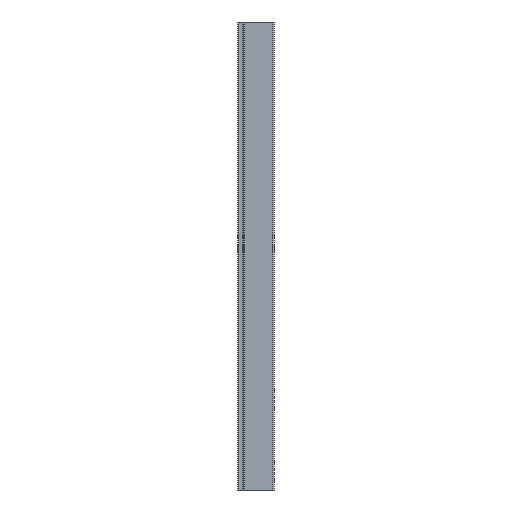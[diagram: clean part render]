
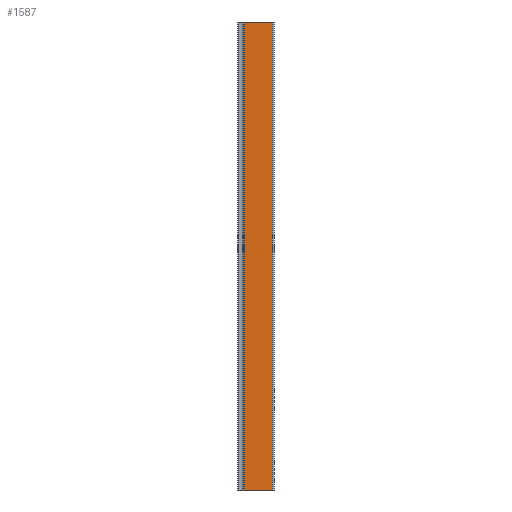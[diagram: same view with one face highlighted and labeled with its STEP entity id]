
A CAD part, left-side view. The second image highlights one B-rep face of the part: STEP entity #1587.
In plain terms, the highlighted planar face has unit normal (-1, 0, 0).
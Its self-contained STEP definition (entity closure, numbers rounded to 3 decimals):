
#29 = CARTESIAN_POINT ( 'NONE',  ( 931.353, 115.355, 1300. ) ) ;
#192 = LINE ( 'NONE', #2756, #2416 ) ;
#439 = LINE ( 'NONE', #4188, #2523 ) ;
#619 = FACE_OUTER_BOUND ( 'NONE', #1646, .T. ) ;
#658 = DIRECTION ( 'NONE',  ( 0., -1., 0. ) ) ;
#698 = CARTESIAN_POINT ( 'NONE',  ( 931.353, 193.675, 1300. ) ) ;
#949 = DIRECTION ( 'NONE',  ( -1., 0., 0. ) ) ;
#1012 = CARTESIAN_POINT ( 'NONE',  ( 931.353, -121.645, 0. ) ) ;
#1071 = EDGE_CURVE ( 'NONE', #2751, #3475, #1158, .T. ) ;
#1158 = LINE ( 'NONE', #2301, #2121 ) ;
#1285 = DIRECTION ( 'NONE',  ( 0., 0., -1. ) ) ;
#1587 = ADVANCED_FACE ( 'NONE', ( #619 ), #1765, .T. ) ;
#1646 = EDGE_LOOP ( 'NONE', ( #4459, #3923, #2882, #4313 ) ) ;
#1765 = PLANE ( 'NONE',  #4250 ) ;
#1805 = EDGE_CURVE ( 'NONE', #4487, #3475, #5232, .T. ) ;
#2114 = CARTESIAN_POINT ( 'NONE',  ( 931.353, 193.675, 0. ) ) ;
#2121 = VECTOR ( 'NONE', #4786, 1000. ) ;
#2171 = VERTEX_POINT ( 'NONE', #29 ) ;
#2301 = CARTESIAN_POINT ( 'NONE',  ( 931.353, 193.675, 0. ) ) ;
#2416 = VECTOR ( 'NONE', #658, 1000. ) ;
#2523 = VECTOR ( 'NONE', #1285, 1000. ) ;
#2667 = DIRECTION ( 'NONE',  ( 0., 1., 0. ) ) ;
#2737 = EDGE_CURVE ( 'NONE', #2751, #2171, #192, .T. ) ;
#2751 = VERTEX_POINT ( 'NONE', #698 ) ;
#2756 = CARTESIAN_POINT ( 'NONE',  ( 931.353, 193.675, 1300. ) ) ;
#2882 = ORIENTED_EDGE ( 'NONE', *, *, #1071, .T. ) ;
#3410 = EDGE_CURVE ( 'NONE', #2171, #4487, #439, .T. ) ;
#3446 = CARTESIAN_POINT ( 'NONE',  ( 931.353, 115.355, 0. ) ) ;
#3475 = VERTEX_POINT ( 'NONE', #2114 ) ;
#3857 = DIRECTION ( 'NONE',  ( 0., 0., 1. ) ) ;
#3923 = ORIENTED_EDGE ( 'NONE', *, *, #2737, .F. ) ;
#4188 = CARTESIAN_POINT ( 'NONE',  ( 931.353, 115.355, 0. ) ) ;
#4250 = AXIS2_PLACEMENT_3D ( 'NONE', #3446, #949, #3857 ) ;
#4313 = ORIENTED_EDGE ( 'NONE', *, *, #1805, .F. ) ;
#4459 = ORIENTED_EDGE ( 'NONE', *, *, #3410, .F. ) ;
#4487 = VERTEX_POINT ( 'NONE', #4883 ) ;
#4786 = DIRECTION ( 'NONE',  ( 0., 0., -1. ) ) ;
#4883 = CARTESIAN_POINT ( 'NONE',  ( 931.353, 115.355, 0. ) ) ;
#4979 = VECTOR ( 'NONE', #2667, 1000. ) ;
#5232 = LINE ( 'NONE', #1012, #4979 ) ;
